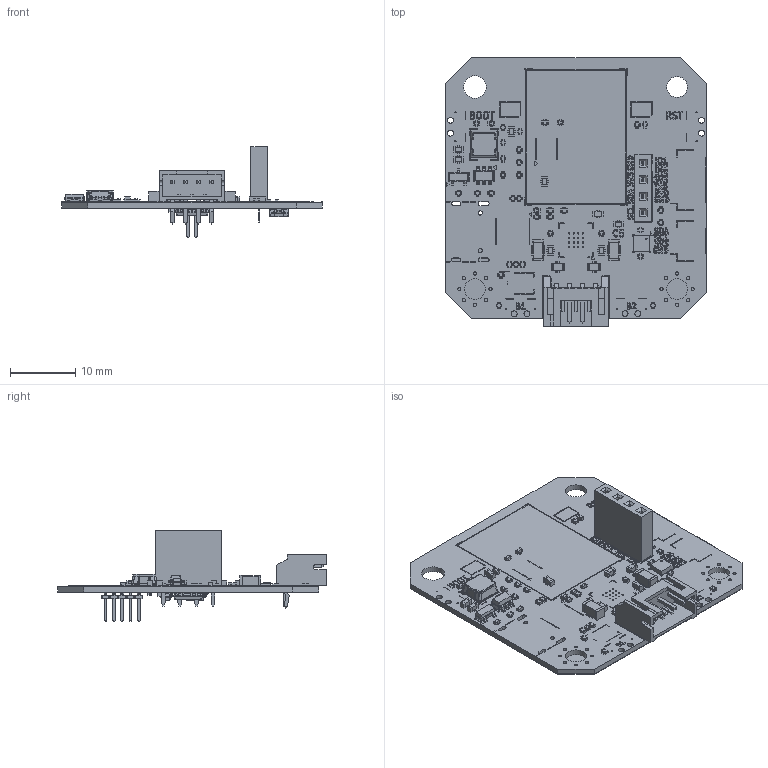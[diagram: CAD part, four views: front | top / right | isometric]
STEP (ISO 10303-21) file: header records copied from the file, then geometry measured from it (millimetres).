
FILE_DESCRIPTION(('KiCad electronic assembly'),'2;1');
FILE_NAME('esp32stepper_parts.step','2025-05-02T08:57:40',('Pcbnew'),( 'Kicad'),'Open CASCADE STEP processor 7.6','KiCad to STEP converter' ,'Unknown');
FILE_SCHEMA(('AUTOMOTIVE_DESIGN { 1 0 10303 214 1 1 1 1 }'));
Length unit declared in the file: millimetre
Products named in the file (17): esp32stepper_parts 1; C_0603_1608Metric; C_0402_1005Metric; SOT-23; PinSocket_1x04_P2.54mm_Vertical; R_0805_2012Metric; R_0402_1005Metric; JST_PH_S4B-PH-K_1x04_P2.00mm_Horizontal; SOT-23-6; C_1206_3216Metric; L_Bourns-SRN4018; Bosch_LGA-8_2.5x2.5mm_P0.65mm_ClockwisePinNumbering; D_SOD-123; PinHeader_2x05_P1.27mm_Vertical_SMD; TSSOP-14_4.4x5mm_P0.65mm; esp32stepper_silkscreen; esp32stepper_PCB
Assembly tree (64 placements, depth 2):
  esp32stepper_parts 1
    C_0603_1608Metric  x8
    C_0402_1005Metric  x15
    SOT-23  x2
    PinSocket_1x04_P2.54mm_Vertical
    R_0805_2012Metric  x2
    R_0402_1005Metric  x25
    JST_PH_S4B-PH-K_1x04_P2.00mm_Horizontal
    SOT-23-6
    C_1206_3216Metric  x2
    L_Bourns-SRN4018
    Bosch_LGA-8_2.5x2.5mm_P0.65mm_ClockwisePinNumbering
    D_SOD-123
    PinHeader_2x05_P1.27mm_Vertical_SMD
    TSSOP-14_4.4x5mm_P0.65mm
    esp32stepper_silkscreen
    esp32stepper_PCB
Bounding box: 40 x 41.2 x 13.95 mm (x, y, z)
Volume: 1814.4 mm3; surface area: 5345.2 mm2
Topology: 67 solids, 393 shells, 3095 faces, 10893 edges, 8337 vertices
Faces by surface type: plane 2137, cylinder 758, bspline 180, torus 16, sphere 4
Full cylindrical faces by diameter (mm): 0.2 x17, 0.5 x17, 0.65 x2, 0.75 x4, 0.9 x8, 1 x4, 3.2 x3, 3.5 x1
Entity records: 80601 total; most frequent: CARTESIAN_POINT 16551, DIRECTION 12275, ORIENTED_EDGE 11057, EDGE_CURVE 7425, VERTEX_POINT 6075, LINE 5581, VECTOR 5581, AXIS2_PLACEMENT_3D 3347
